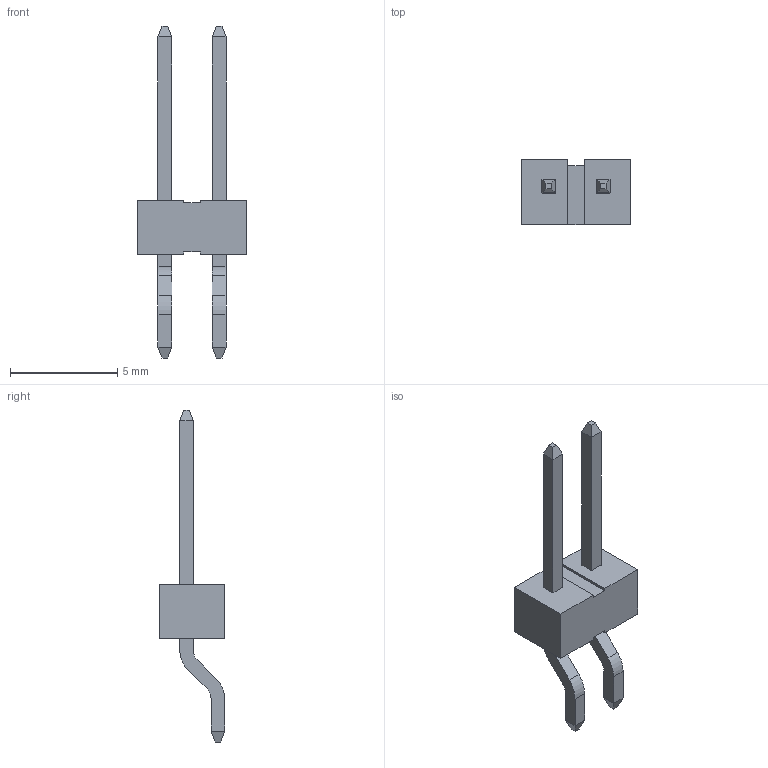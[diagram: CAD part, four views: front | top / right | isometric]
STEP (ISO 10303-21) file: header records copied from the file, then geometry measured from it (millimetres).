
FILE_DESCRIPTION(/* description */ ('STEP AP214'),/* implementation_level */ '2;1');
FILE_NAME(/* name */ 'TSM-102-02-L-SH',/* time_stamp */ '2025-01-15T19:34:58+01:00',/* author */ ('License CC BY-ND 4.0'),/* organization */ ('CADENAS'),/* preprocessor_version */ 'ST-DEVELOPER v19.3',/* originating_system */ 'PARTsolutions',/* authorisation */ ' ');
FILE_SCHEMA (('AUTOMOTIVE_DESIGN {1 0 10303 214 3 1 1}'));
Length unit declared in the file: inch
Products named in the file (4): TSM-102-02-L-SH; TSM-102-02-SH_body; T-1S6-15-L(-02-2-SH); T-1S6-15-L(-02-2-SH)2
Assembly tree (3 placements, depth 2):
  TSM-102-02-L-SH
    TSM-102-02-SH_body
    T-1S6-15-L(-02-2-SH)
    T-1S6-15-L(-02-2-SH)2
Bounding box: 5.08 x 3.05 x 15.49 mm (x, y, z)
Volume: 49.1 mm3; surface area: 172.9 mm2
Topology: 3 solids, 3 shells, 74 faces, 188 edges, 120 vertices
Faces by surface type: plane 66, cylinder 8
Entity records: 2293 total; most frequent: CARTESIAN_POINT 386, ORIENTED_EDGE 376, DIRECTION 360, EDGE_CURVE 188, LINE 172, VECTOR 172, VERTEX_POINT 120, AXIS2_PLACEMENT_3D 94
